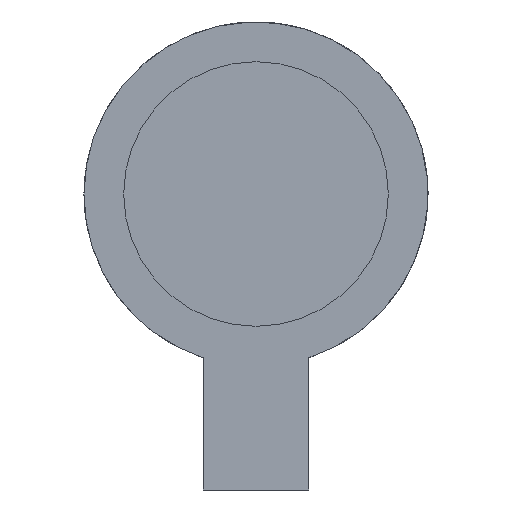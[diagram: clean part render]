
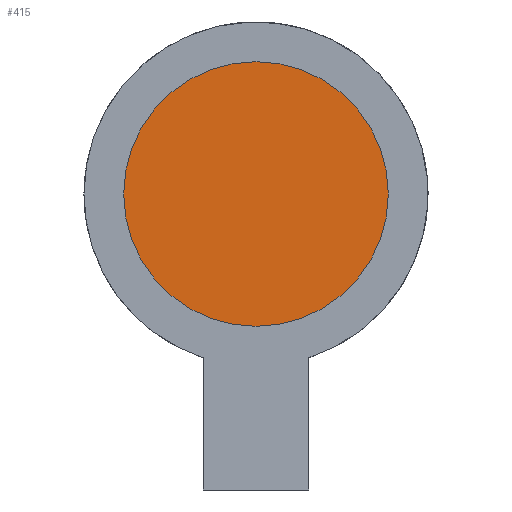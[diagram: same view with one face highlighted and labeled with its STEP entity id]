
A CAD part, front view. The second image highlights one B-rep face of the part: STEP entity #415.
In plain terms, the highlighted planar face has unit normal (0, -1, 0).
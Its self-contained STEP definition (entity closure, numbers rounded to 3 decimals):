
#18=PLANE('',#459);
#41=CIRCLE('',#460,5.);
#42=CIRCLE('',#461,5.);
#59=FACE_OUTER_BOUND('',#82,.T.);
#82=EDGE_LOOP('',(#336,#337));
#204=VERTEX_POINT('',#987);
#205=VERTEX_POINT('',#988);
#256=EDGE_CURVE('',#204,#205,#41,.T.);
#257=EDGE_CURVE('',#205,#204,#42,.T.);
#336=ORIENTED_EDGE('',*,*,#256,.F.);
#337=ORIENTED_EDGE('',*,*,#257,.F.);
#415=ADVANCED_FACE('',(#59),#18,.F.);
#459=AXIS2_PLACEMENT_3D('',#986,#522,#523);
#460=AXIS2_PLACEMENT_3D('',#989,#524,#525);
#461=AXIS2_PLACEMENT_3D('',#990,#526,#527);
#522=DIRECTION('center_axis',(0.,1.,0.));
#523=DIRECTION('ref_axis',(0.,0.,1.));
#524=DIRECTION('center_axis',(0.,1.,0.));
#525=DIRECTION('ref_axis',(1.,0.,0.));
#526=DIRECTION('center_axis',(0.,1.,0.));
#527=DIRECTION('ref_axis',(1.,0.,0.));
#986=CARTESIAN_POINT('Origin',(0.,70.,0.));
#987=CARTESIAN_POINT('',(5.,70.,0.));
#988=CARTESIAN_POINT('',(-5.,70.,0.));
#989=CARTESIAN_POINT('Origin',(0.,70.,0.));
#990=CARTESIAN_POINT('Origin',(0.,70.,0.));
